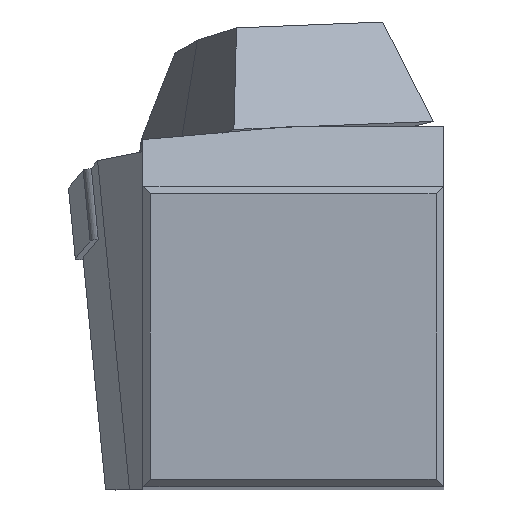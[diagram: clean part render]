
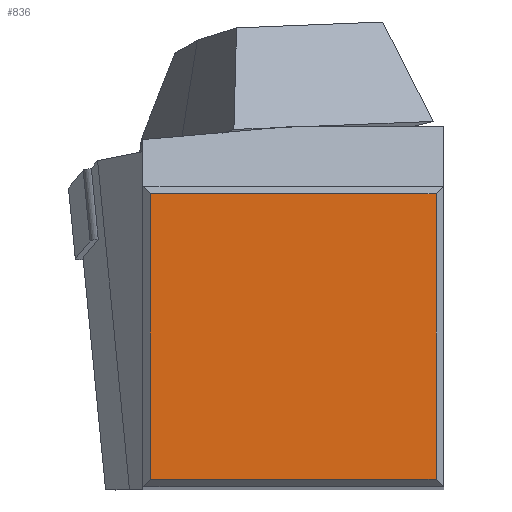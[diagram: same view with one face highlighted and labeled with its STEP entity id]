
A CAD part, top view. The second image highlights one B-rep face of the part: STEP entity #836.
In plain terms, the highlighted planar face has unit normal (0, 0, 1).
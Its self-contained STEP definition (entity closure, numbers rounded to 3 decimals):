
#113=DIRECTION('',(-1.,0.,0.));
#114=VECTOR('',#113,19.);
#115=CARTESIAN_POINT('',(-0.5,19.5,0.));
#116=LINE('',#115,#114);
#120=DIRECTION('',(0.,1.,0.));
#121=VECTOR('',#120,19.);
#122=CARTESIAN_POINT('',(-0.5,0.5,0.));
#123=LINE('',#122,#121);
#127=DIRECTION('',(1.,0.,0.));
#128=VECTOR('',#127,19.);
#129=CARTESIAN_POINT('',(-19.5,0.5,0.));
#130=LINE('',#129,#128);
#134=DIRECTION('',(0.,-1.,0.));
#135=VECTOR('',#134,19.);
#136=CARTESIAN_POINT('',(-19.5,19.5,0.));
#137=LINE('',#136,#135);
#731=CARTESIAN_POINT('',(-0.5,19.5,0.));
#732=CARTESIAN_POINT('',(-19.5,19.5,0.));
#733=VERTEX_POINT('',#731);
#734=VERTEX_POINT('',#732);
#741=CARTESIAN_POINT('',(-0.5,0.5,0.));
#742=VERTEX_POINT('',#741);
#745=CARTESIAN_POINT('',(-19.5,0.5,0.));
#746=VERTEX_POINT('',#745);
#821=CARTESIAN_POINT('',(0.,0.,0.));
#822=DIRECTION('',(0.,0.,-1.));
#823=DIRECTION('',(0.,1.,0.));
#824=AXIS2_PLACEMENT_3D('',#821,#822,#823);
#825=PLANE('',#824);
#827=ORIENTED_EDGE('',*,*,#826,.F.);
#829=ORIENTED_EDGE('',*,*,#828,.F.);
#831=ORIENTED_EDGE('',*,*,#830,.F.);
#833=ORIENTED_EDGE('',*,*,#832,.F.);
#834=EDGE_LOOP('',(#827,#829,#831,#833));
#835=FACE_OUTER_BOUND('',#834,.F.);
#826=EDGE_CURVE('',#733,#734,#116,.T.);
#828=EDGE_CURVE('',#742,#733,#123,.T.);
#830=EDGE_CURVE('',#746,#742,#130,.T.);
#832=EDGE_CURVE('',#734,#746,#137,.T.);
#836=ADVANCED_FACE('',(#835),#825,.F.);
